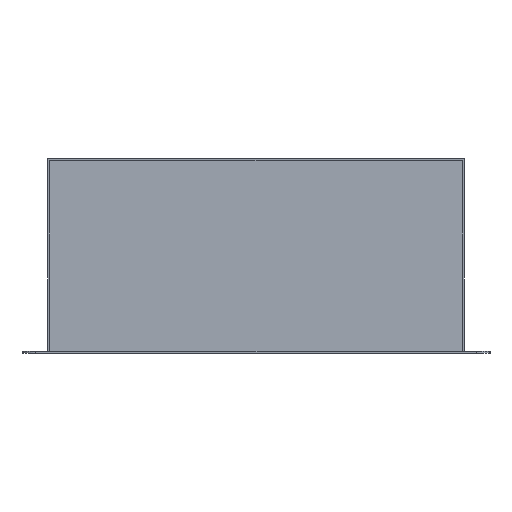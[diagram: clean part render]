
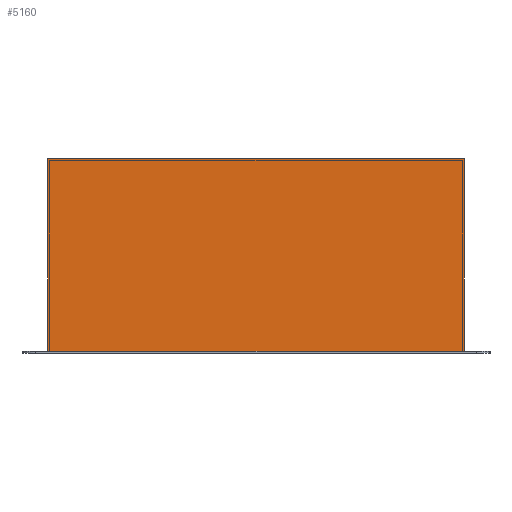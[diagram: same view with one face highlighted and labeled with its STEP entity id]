
A CAD part, front view. The second image highlights one B-rep face of the part: STEP entity #5160.
In plain terms, the highlighted planar face has unit normal (0, -1, 0).
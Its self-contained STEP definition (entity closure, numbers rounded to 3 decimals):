
#9 = CARTESIAN_POINT ( 'NONE',  ( 300., 0., 1.5 ) ) ;
#73 = CARTESIAN_POINT ( 'NONE',  ( 0., 0., 1.5 ) ) ;
#271 = LINE ( 'NONE', #3854, #757 ) ;
#445 = DIRECTION ( 'NONE',  ( 0., 0., -1. ) ) ;
#757 = VECTOR ( 'NONE', #2991, 1000. ) ;
#1266 = CARTESIAN_POINT ( 'NONE',  ( 300., 0., 140. ) ) ;
#1530 = EDGE_CURVE ( 'NONE', #7735, #2682, #8105, .T. ) ;
#1937 = DIRECTION ( 'NONE',  ( -1., 0., 0. ) ) ;
#2072 = DIRECTION ( 'NONE',  ( 0., 1., 0. ) ) ;
#2090 = VECTOR ( 'NONE', #445, 1000. ) ;
#2629 = CARTESIAN_POINT ( 'NONE',  ( 0., 0., 1.5 ) ) ;
#2682 = VERTEX_POINT ( 'NONE', #9 ) ;
#2991 = DIRECTION ( 'NONE',  ( 0., 0., -1. ) ) ;
#3136 = VECTOR ( 'NONE', #8310, 1000. ) ;
#3390 = EDGE_CURVE ( 'NONE', #2682, #7573, #4186, .T. ) ;
#3433 = VERTEX_POINT ( 'NONE', #5553 ) ;
#3461 = ORIENTED_EDGE ( 'NONE', *, *, #1530, .F. ) ;
#3854 = CARTESIAN_POINT ( 'NONE',  ( 0., 0., 140. ) ) ;
#4041 = EDGE_CURVE ( 'NONE', #3433, #7735, #4874, .T. ) ;
#4186 = LINE ( 'NONE', #73, #3136 ) ;
#4874 = LINE ( 'NONE', #6342, #6267 ) ;
#5160 = ADVANCED_FACE ( '��7', ( #7431 ), #5420, .F. ) ;
#5420 = PLANE ( 'NONE',  #8400 ) ;
#5553 = CARTESIAN_POINT ( 'NONE',  ( 0., 0., 140. ) ) ;
#5996 = ORIENTED_EDGE ( 'NONE', *, *, #3390, .F. ) ;
#6134 = CARTESIAN_POINT ( 'NONE',  ( 0., 0., 140. ) ) ;
#6267 = VECTOR ( 'NONE', #7017, 1000. ) ;
#6342 = CARTESIAN_POINT ( 'NONE',  ( 0., 0., 140. ) ) ;
#6808 = ORIENTED_EDGE ( 'NONE', *, *, #7436, .T. ) ;
#7017 = DIRECTION ( 'NONE',  ( 1., 0., 0. ) ) ;
#7075 = ORIENTED_EDGE ( 'NONE', *, *, #4041, .F. ) ;
#7076 = EDGE_LOOP ( 'NONE', ( #5996, #3461, #7075, #6808 ) ) ;
#7431 = FACE_OUTER_BOUND ( 'NONE', #7076, .T. ) ;
#7436 = EDGE_CURVE ( 'NONE', #3433, #7573, #271, .T. ) ;
#7573 = VERTEX_POINT ( 'NONE', #2629 ) ;
#7735 = VERTEX_POINT ( 'NONE', #8328 ) ;
#8105 = LINE ( 'NONE', #1266, #2090 ) ;
#8310 = DIRECTION ( 'NONE',  ( -1., 0., 0. ) ) ;
#8328 = CARTESIAN_POINT ( 'NONE',  ( 300., 0., 140. ) ) ;
#8400 = AXIS2_PLACEMENT_3D ( 'NONE', #6134, #2072, #1937 ) ;
